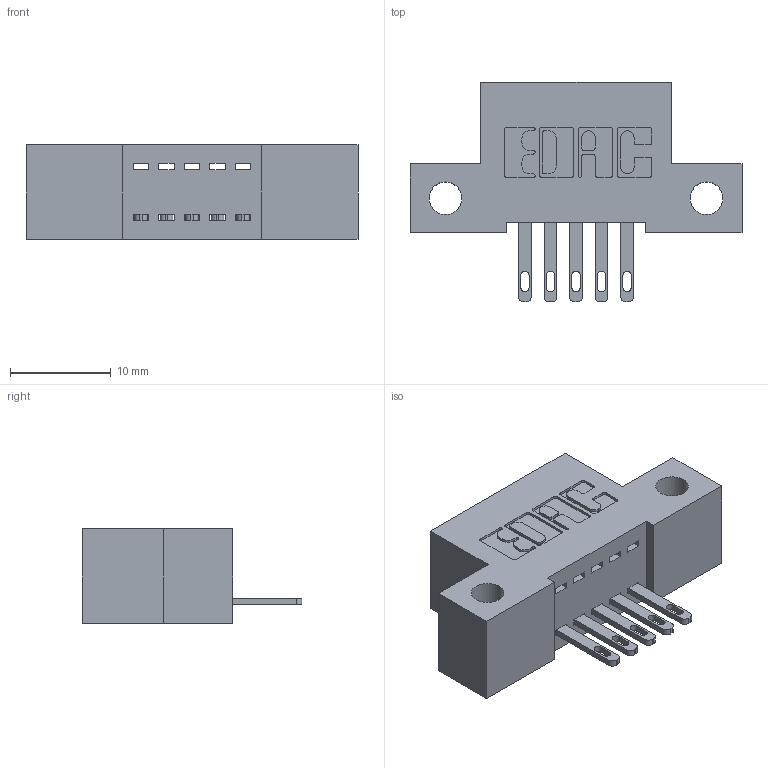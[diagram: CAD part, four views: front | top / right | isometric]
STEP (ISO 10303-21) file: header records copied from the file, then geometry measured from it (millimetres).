
FILE_DESCRIPTION (( 'STEP AP203' ), '1' );
FILE_NAME ('342-005-500-112.STEP', '2019-10-01T12:06:50', ( '' ), ( '' ), 'SwSTEP 2.0', 'SolidWorks 2016', '' );
FILE_SCHEMA (( 'CONFIG_CONTROL_DESIGN' ));
Length unit declared in the file: inch
Products named in the file (3): 342 Part_Side Mount; 345-292-001_345-293-100; 342-005-500-112
Assembly tree (6 placements, depth 2):
  342-005-500-112
    342 Part_Side Mount
    345-292-001_345-293-100  x5
Bounding box: 33.02 x 21.85 x 9.4 mm (x, y, z)
Volume: 2688.1 mm3; surface area: 3103.2 mm2
Topology: 6 solids, 6 shells, 380 faces, 1139 edges, 758 vertices
Faces by surface type: plane 246, cylinder 134
Entity records: 7643 total; most frequent: CARTESIAN_POINT 1329, ORIENTED_EDGE 1270, DIRECTION 1197, EDGE_CURVE 635, LINE 503, VECTOR 503, VERTEX_POINT 422, AXIS2_PLACEMENT_3D 347
